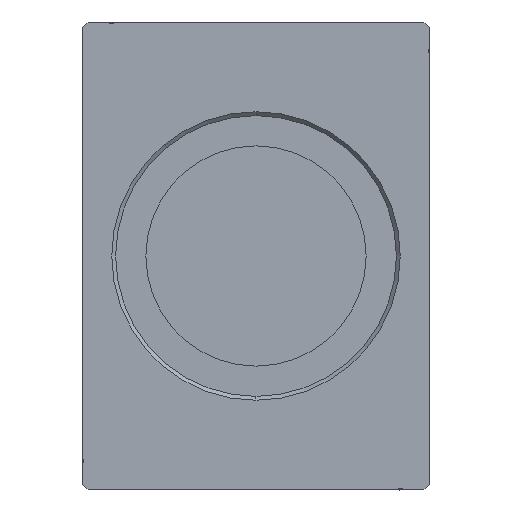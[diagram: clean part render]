
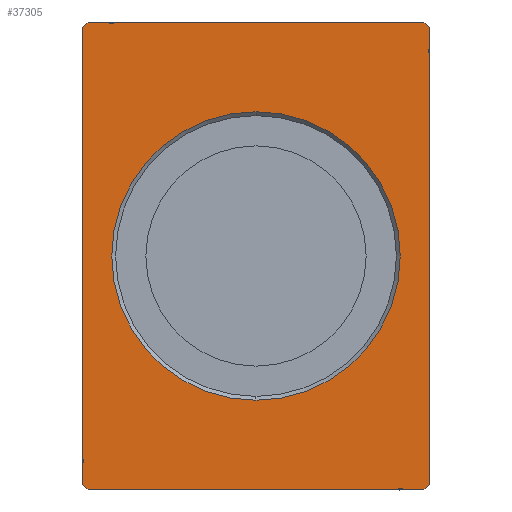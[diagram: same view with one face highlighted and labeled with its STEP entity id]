
A CAD part, left-side view. The second image highlights one B-rep face of the part: STEP entity #37305.
In plain terms, the highlighted planar face has unit normal (-1, 0, 0).
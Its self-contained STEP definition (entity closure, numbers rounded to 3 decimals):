
#104 = VECTOR ( 'NONE', #4877, 1000. ) ;
#377 = EDGE_CURVE ( 'NONE', #19680, #25872, #28870, .T. ) ;
#574 = VECTOR ( 'NONE', #30823, 1000. ) ;
#1139 = VECTOR ( 'NONE', #5432, 1000. ) ;
#1444 = LINE ( 'NONE', #36850, #29946 ) ;
#1458 = EDGE_CURVE ( 'NONE', #25872, #19680, #32279, .T. ) ;
#2180 = CARTESIAN_POINT ( 'NONE',  ( 0., -30.5, -42.5 ) ) ;
#3206 = VECTOR ( 'NONE', #25051, 1000. ) ;
#3322 = CARTESIAN_POINT ( 'NONE',  ( 0., 0., 26.2 ) ) ;
#4488 = AXIS2_PLACEMENT_3D ( 'NONE', #20710, #27285, #37471 ) ;
#4877 = DIRECTION ( 'NONE',  ( 0., -1., 0. ) ) ;
#4907 = DIRECTION ( 'NONE',  ( 0., -0.707, -0.707 ) ) ;
#5432 = DIRECTION ( 'NONE',  ( 0., 0., -1. ) ) ;
#5861 = AXIS2_PLACEMENT_3D ( 'NONE', #39070, #38857, #6829 ) ;
#6142 = VERTEX_POINT ( 'NONE', #37431 ) ;
#6489 = CARTESIAN_POINT ( 'NONE',  ( 0., -31.5, -41.5 ) ) ;
#6727 = ORIENTED_EDGE ( 'NONE', *, *, #10917, .F. ) ;
#6829 = DIRECTION ( 'NONE',  ( 0., 0., -1. ) ) ;
#7965 = DIRECTION ( 'NONE',  ( 1., 0., 0. ) ) ;
#8138 = EDGE_CURVE ( 'NONE', #37386, #6142, #9358, .T. ) ;
#9029 = CARTESIAN_POINT ( 'NONE',  ( 0., -30.5, 42.5 ) ) ;
#9358 = LINE ( 'NONE', #2180, #3206 ) ;
#9373 = EDGE_CURVE ( 'NONE', #23949, #37386, #15595, .T. ) ;
#9482 = CARTESIAN_POINT ( 'NONE',  ( 0., -31.5, -41.5 ) ) ;
#10044 = ORIENTED_EDGE ( 'NONE', *, *, #8138, .F. ) ;
#10917 = EDGE_CURVE ( 'NONE', #12837, #28558, #11292, .T. ) ;
#11139 = VECTOR ( 'NONE', #4907, 1000. ) ;
#11292 = LINE ( 'NONE', #17446, #574 ) ;
#12837 = VERTEX_POINT ( 'NONE', #35600 ) ;
#13009 = ORIENTED_EDGE ( 'NONE', *, *, #20505, .F. ) ;
#13219 = ORIENTED_EDGE ( 'NONE', *, *, #9373, .F. ) ;
#14160 = ORIENTED_EDGE ( 'NONE', *, *, #29306, .F. ) ;
#14194 = CARTESIAN_POINT ( 'NONE',  ( 0., 30.5, 42.5 ) ) ;
#14552 = FACE_BOUND ( 'NONE', #29792, .T. ) ;
#14722 = EDGE_CURVE ( 'NONE', #6142, #21724, #18762, .T. ) ;
#14729 = VECTOR ( 'NONE', #19418, 1000. ) ;
#14872 = VECTOR ( 'NONE', #31109, 1000. ) ;
#15595 = LINE ( 'NONE', #6489, #14729 ) ;
#17259 = AXIS2_PLACEMENT_3D ( 'NONE', #30240, #7965, #33853 ) ;
#17446 = CARTESIAN_POINT ( 'NONE',  ( 0., 31.5, 41.5 ) ) ;
#17744 = DIRECTION ( 'NONE',  ( 0., 0., 1. ) ) ;
#18762 = LINE ( 'NONE', #24503, #14872 ) ;
#19418 = DIRECTION ( 'NONE',  ( 0., 0.707, -0.707 ) ) ;
#19680 = VERTEX_POINT ( 'NONE', #24148 ) ;
#19942 = ORIENTED_EDGE ( 'NONE', *, *, #1458, .T. ) ;
#20505 = EDGE_CURVE ( 'NONE', #21724, #12837, #1444, .T. ) ;
#20710 = CARTESIAN_POINT ( 'NONE',  ( 0., 0., 0. ) ) ;
#20728 = ORIENTED_EDGE ( 'NONE', *, *, #14722, .F. ) ;
#21724 = VERTEX_POINT ( 'NONE', #35060 ) ;
#23052 = EDGE_CURVE ( 'NONE', #28558, #25793, #26924, .T. ) ;
#23908 = VERTEX_POINT ( 'NONE', #31770 ) ;
#23949 = VERTEX_POINT ( 'NONE', #9482 ) ;
#24148 = CARTESIAN_POINT ( 'NONE',  ( 0., 0., -26.2 ) ) ;
#24503 = CARTESIAN_POINT ( 'NONE',  ( 0., 30.5, -42.5 ) ) ;
#25051 = DIRECTION ( 'NONE',  ( 0., 1., 0. ) ) ;
#25487 = CARTESIAN_POINT ( 'NONE',  ( 0., 30.5, 42.5 ) ) ;
#25793 = VERTEX_POINT ( 'NONE', #9029 ) ;
#25872 = VERTEX_POINT ( 'NONE', #3322 ) ;
#26924 = LINE ( 'NONE', #14194, #104 ) ;
#27074 = FACE_OUTER_BOUND ( 'NONE', #37744, .T. ) ;
#27285 = DIRECTION ( 'NONE',  ( 1., 0., 0. ) ) ;
#28088 = ORIENTED_EDGE ( 'NONE', *, *, #23052, .F. ) ;
#28099 = LINE ( 'NONE', #34488, #1139 ) ;
#28558 = VERTEX_POINT ( 'NONE', #25487 ) ;
#28870 = CIRCLE ( 'NONE', #5861, 26.2 ) ;
#29306 = EDGE_CURVE ( 'NONE', #25793, #23908, #37143, .T. ) ;
#29792 = EDGE_LOOP ( 'NONE', ( #19942, #40201 ) ) ;
#29946 = VECTOR ( 'NONE', #17744, 1000. ) ;
#30240 = CARTESIAN_POINT ( 'NONE',  ( 0., 0., 0. ) ) ;
#30486 = PLANE ( 'NONE',  #4488 ) ;
#30823 = DIRECTION ( 'NONE',  ( 0., -0.707, 0.707 ) ) ;
#31109 = DIRECTION ( 'NONE',  ( 0., 0.707, 0.707 ) ) ;
#31387 = ORIENTED_EDGE ( 'NONE', *, *, #33702, .F. ) ;
#31770 = CARTESIAN_POINT ( 'NONE',  ( 0., -31.5, 41.5 ) ) ;
#32279 = CIRCLE ( 'NONE', #17259, 26.2 ) ;
#33702 = EDGE_CURVE ( 'NONE', #23908, #23949, #28099, .T. ) ;
#33853 = DIRECTION ( 'NONE',  ( 0., 0., -1. ) ) ;
#33970 = CARTESIAN_POINT ( 'NONE',  ( 0., -30.5, 42.5 ) ) ;
#34488 = CARTESIAN_POINT ( 'NONE',  ( 0., -31.5, 41.5 ) ) ;
#35060 = CARTESIAN_POINT ( 'NONE',  ( 0., 31.5, -41.5 ) ) ;
#35600 = CARTESIAN_POINT ( 'NONE',  ( 0., 31.5, 41.5 ) ) ;
#36850 = CARTESIAN_POINT ( 'NONE',  ( 0., 31.5, -41.5 ) ) ;
#37143 = LINE ( 'NONE', #33970, #11139 ) ;
#37305 = ADVANCED_FACE ( 'NONE', ( #14552, #27074 ), #30486, .F. ) ;
#37386 = VERTEX_POINT ( 'NONE', #41052 ) ;
#37431 = CARTESIAN_POINT ( 'NONE',  ( 0., 30.5, -42.5 ) ) ;
#37471 = DIRECTION ( 'NONE',  ( 0., 0., -1. ) ) ;
#37744 = EDGE_LOOP ( 'NONE', ( #6727, #13009, #20728, #10044, #13219, #31387, #14160, #28088 ) ) ;
#38857 = DIRECTION ( 'NONE',  ( 1., 0., 0. ) ) ;
#39070 = CARTESIAN_POINT ( 'NONE',  ( 0., 0., 0. ) ) ;
#40201 = ORIENTED_EDGE ( 'NONE', *, *, #377, .T. ) ;
#41052 = CARTESIAN_POINT ( 'NONE',  ( 0., -30.5, -42.5 ) ) ;
